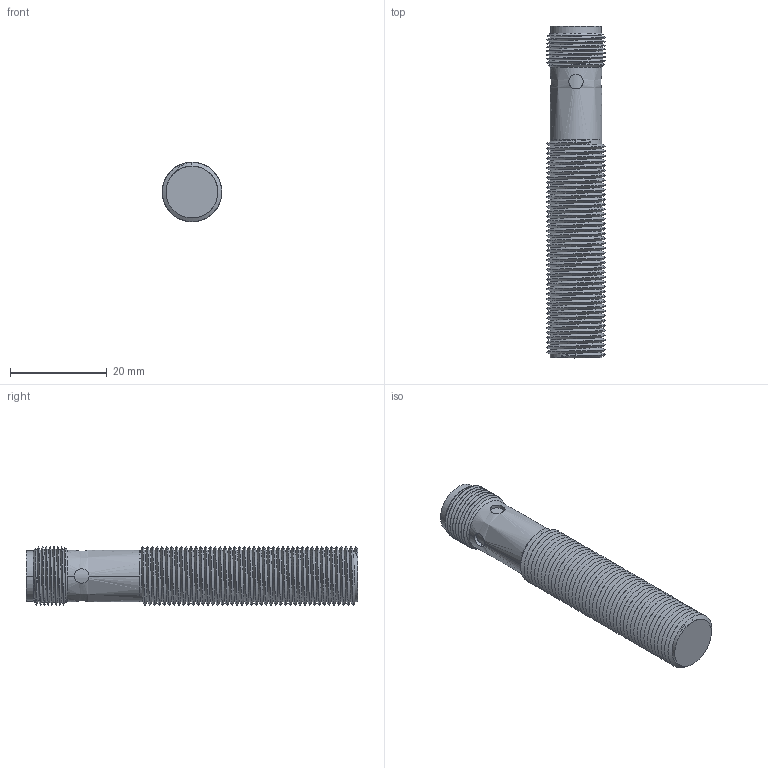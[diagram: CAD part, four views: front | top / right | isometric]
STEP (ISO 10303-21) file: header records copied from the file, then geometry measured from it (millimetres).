
FILE_DESCRIPTION( ('This file contains a STEP AP42 implementation' ,'as created by ZW3D STEP Interface translator.') ,'2;1' );
FILE_NAME( 'FCM1-1202X-XUL3.stp' ,'20 629.111051', (''), ('ZWCAD Software Co.'), 'Version 1.0', 'ZW3D to STEP translator', '' );
FILE_SCHEMA(('AUTOMOTIVE_DESIGN'));
Length unit declared in the file: millimetre
Products named in the file (2): 0; FCM1-1202X-XUL3
Bounding box: 12.26 x 68.5 x 12.26 mm (x, y, z)
Volume: 5933.5 mm3; surface area: 4641.4 mm2
Topology: 1 solids, 1 shells, 120 faces, 322 edges, 205 vertices
Faces by surface type: bspline 120
Entity records: 8719 total; most frequent: CARTESIAN_POINT 6838, ORIENTED_EDGE 632, EDGE_CURVE 316, VERTEX_POINT 205, B_SPLINE_CURVE_WITH_KNOTS 181, EDGE_LOOP 127, FACE_OUTER_BOUND 120, ADVANCED_FACE 120
